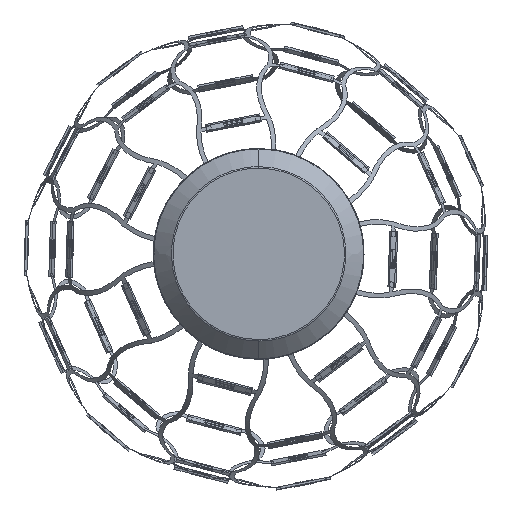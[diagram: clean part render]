
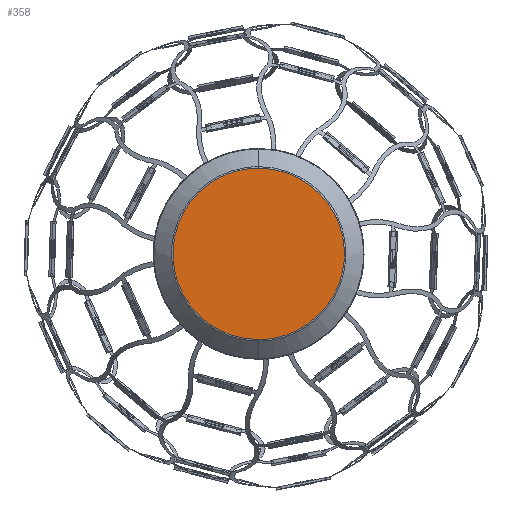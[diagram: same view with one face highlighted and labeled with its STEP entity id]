
A CAD part, top view. The second image highlights one B-rep face of the part: STEP entity #358.
In plain terms, the highlighted planar face has unit normal (0, 0, 1).
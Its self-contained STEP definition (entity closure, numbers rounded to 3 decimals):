
#358=ADVANCED_FACE('',(#1189),#13510,.T.);
#1189=FACE_OUTER_BOUND('',#2022,.T.);
#2022=EDGE_LOOP('',(#2889,#2890));
#2889=ORIENTED_EDGE('',*,*,#6762,.F.);
#2890=ORIENTED_EDGE('',*,*,#6761,.F.);
#6761=EDGE_CURVE('',#11677,#11676,#11553,.T.);
#6762=EDGE_CURVE('',#11676,#11677,#11554,.T.);
#11553=(
BOUNDED_CURVE()
B_SPLINE_CURVE(2,(#17200,#17201,#17202,#17203,#17204),.UNSPECIFIED.,.F.,
 .F.)
B_SPLINE_CURVE_WITH_KNOTS((3,2,3),(0.,116.694,233.388),
 .UNSPECIFIED.)
CURVE()
GEOMETRIC_REPRESENTATION_ITEM()
RATIONAL_B_SPLINE_CURVE((1.,0.707,1.,0.707,1.))
REPRESENTATION_ITEM('')
);
#11554=(
BOUNDED_CURVE()
B_SPLINE_CURVE(2,(#17205,#17206,#17207,#17208,#17209),.UNSPECIFIED.,.F.,
 .F.)
B_SPLINE_CURVE_WITH_KNOTS((3,2,3),(0.,116.694,233.388),
 .UNSPECIFIED.)
CURVE()
GEOMETRIC_REPRESENTATION_ITEM()
RATIONAL_B_SPLINE_CURVE((1.,0.707,1.,0.707,1.))
REPRESENTATION_ITEM('')
);
#11676=VERTEX_POINT('',#17178);
#11677=VERTEX_POINT('',#17179);
#13510=PLANE('',#14429);
#14429=AXIS2_PLACEMENT_3D('',#16381,#15222,$);
#15222=DIRECTION('',(0.,0.,1.));
#16381=CARTESIAN_POINT('',(-90.412,-90.412,681.039));
#17178=CARTESIAN_POINT('',(0.,-74.29,681.039));
#17179=CARTESIAN_POINT('',(0.,74.29,681.039));
#17200=CARTESIAN_POINT('',(0.,74.29,681.039));
#17201=CARTESIAN_POINT('',(74.29,74.29,681.039));
#17202=CARTESIAN_POINT('',(74.29,0.,681.039));
#17203=CARTESIAN_POINT('',(74.29,-74.29,681.039));
#17204=CARTESIAN_POINT('',(0.,-74.29,681.039));
#17205=CARTESIAN_POINT('',(0.,-74.29,681.039));
#17206=CARTESIAN_POINT('',(-74.29,-74.29,681.039));
#17207=CARTESIAN_POINT('',(-74.29,0.,681.039));
#17208=CARTESIAN_POINT('',(-74.29,74.29,681.039));
#17209=CARTESIAN_POINT('',(0.,74.29,681.039));
